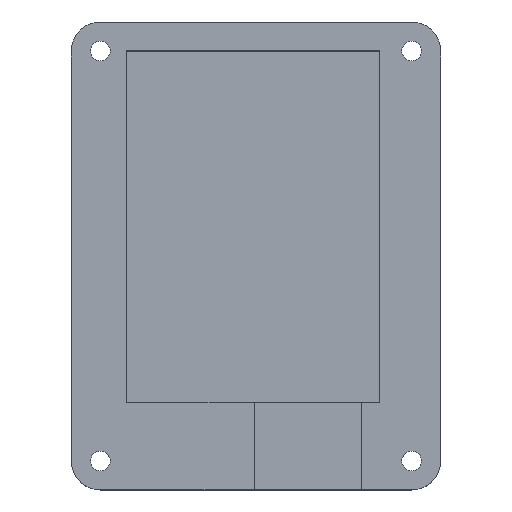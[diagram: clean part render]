
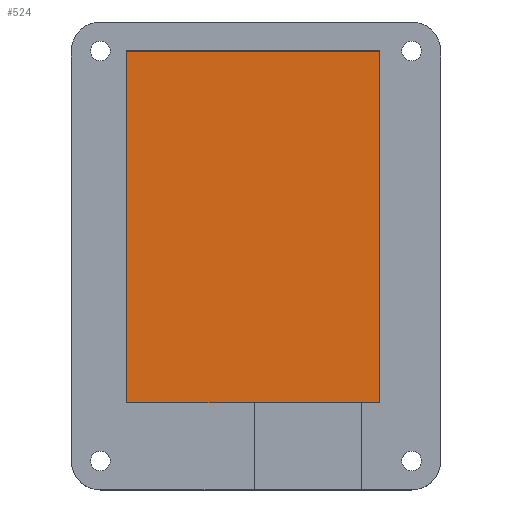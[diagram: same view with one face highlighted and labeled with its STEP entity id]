
A CAD part, top view. The second image highlights one B-rep face of the part: STEP entity #524.
In plain terms, the highlighted planar face has unit normal (0, 0, 1).
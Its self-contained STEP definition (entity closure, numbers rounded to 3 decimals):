
#34=PLANE('',#581);
#56=FACE_OUTER_BOUND('',#90,.T.);
#90=EDGE_LOOP('',(#409,#410,#411,#412));
#146=LINE('',#858,#194);
#147=LINE('',#860,#195);
#148=LINE('',#862,#196);
#149=LINE('',#863,#197);
#194=VECTOR('',#686,10.);
#195=VECTOR('',#687,10.);
#196=VECTOR('',#688,10.);
#197=VECTOR('',#689,10.);
#271=VERTEX_POINT('',#856);
#272=VERTEX_POINT('',#857);
#273=VERTEX_POINT('',#859);
#274=VERTEX_POINT('',#861);
#326=EDGE_CURVE('',#271,#272,#146,.T.);
#327=EDGE_CURVE('',#273,#271,#147,.T.);
#328=EDGE_CURVE('',#274,#273,#148,.T.);
#329=EDGE_CURVE('',#272,#274,#149,.T.);
#409=ORIENTED_EDGE('',*,*,#326,.F.);
#410=ORIENTED_EDGE('',*,*,#327,.F.);
#411=ORIENTED_EDGE('',*,*,#328,.F.);
#412=ORIENTED_EDGE('',*,*,#329,.F.);
#524=ADVANCED_FACE('',(#56),#34,.T.);
#581=AXIS2_PLACEMENT_3D('',#855,#684,#685);
#684=DIRECTION('center_axis',(0.,0.,1.));
#685=DIRECTION('ref_axis',(1.,0.,0.));
#686=DIRECTION('',(-1.,0.,0.));
#687=DIRECTION('',(0.,-1.,0.));
#688=DIRECTION('',(1.,0.,0.));
#689=DIRECTION('',(0.,1.,0.));
#855=CARTESIAN_POINT('Origin',(-3.15,9.65,3.));
#856=CARTESIAN_POINT('',(18.7,-20.7,3.));
#857=CARTESIAN_POINT('',(-25.,-20.7,3.));
#858=CARTESIAN_POINT('',(7.775,-20.7,3.));
#859=CARTESIAN_POINT('',(18.7,40.,3.));
#860=CARTESIAN_POINT('',(18.7,24.825,3.));
#861=CARTESIAN_POINT('',(-25.,40.,3.));
#862=CARTESIAN_POINT('',(-14.075,40.,3.));
#863=CARTESIAN_POINT('',(-25.,-5.525,3.));
